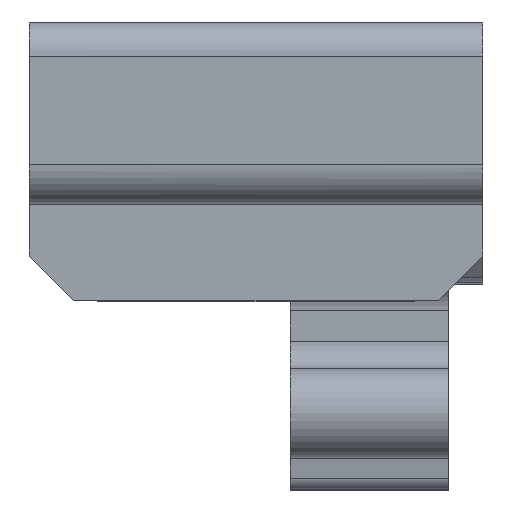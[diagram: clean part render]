
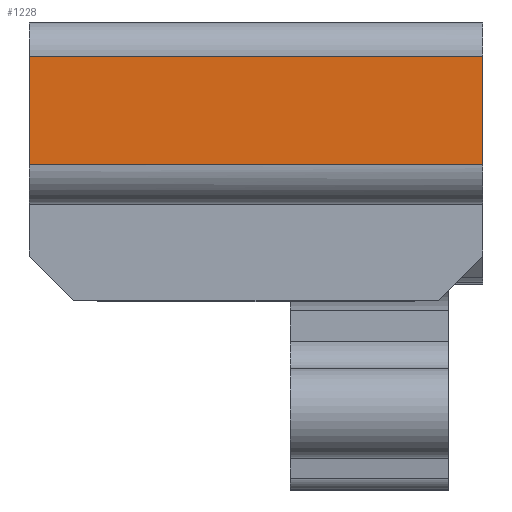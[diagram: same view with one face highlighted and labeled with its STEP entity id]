
A CAD part, top view. The second image highlights one B-rep face of the part: STEP entity #1228.
In plain terms, the highlighted planar face has unit normal (0, 0, 1).
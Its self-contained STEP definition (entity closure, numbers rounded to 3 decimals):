
#1208=AXIS2_PLACEMENT_3D('Plane Axis2P3D',#1205,#1206,#1207) ;
#599=CARTESIAN_POINT('Vertex',(6.6,6.25,37.5)) ;
#602=CARTESIAN_POINT('Line Origine',(6.6,3.375,37.5)) ;
#606=CARTESIAN_POINT('Vertex',(6.6,4.675,37.5)) ;
#1186=CARTESIAN_POINT('Line Origine',(4.95,4.675,37.5)) ;
#1190=CARTESIAN_POINT('Vertex',(0.,4.675,37.5)) ;
#1205=CARTESIAN_POINT('Axis2P3D Location',(4.725,6.25,37.5)) ;
#1210=CARTESIAN_POINT('Line Origine',(3.3,6.25,37.5)) ;
#1214=CARTESIAN_POINT('Vertex',(0.,6.25,37.5)) ;
#1217=CARTESIAN_POINT('Line Origine',(0.,5.463,37.5)) ;
#603=DIRECTION('Vector Direction',(0.,1.,0.)) ;
#1187=DIRECTION('Vector Direction',(-1.,0.,0.)) ;
#1206=DIRECTION('Axis2P3D Direction',(0.,0.,1.)) ;
#1207=DIRECTION('Axis2P3D XDirection',(0.,-1.,0.)) ;
#1211=DIRECTION('Vector Direction',(1.,0.,0.)) ;
#1218=DIRECTION('Vector Direction',(0.,-1.,0.)) ;
#604=VECTOR('Line Direction',#603,1.) ;
#1188=VECTOR('Line Direction',#1187,1.) ;
#1212=VECTOR('Line Direction',#1211,1.) ;
#1219=VECTOR('Line Direction',#1218,1.) ;
#1223=ORIENTED_EDGE('',*,*,#1216,.F.) ;
#1224=ORIENTED_EDGE('',*,*,#1221,.T.) ;
#1225=ORIENTED_EDGE('',*,*,#1192,.T.) ;
#1226=ORIENTED_EDGE('',*,*,#608,.F.) ;
#1228=ADVANCED_FACE('V1',(#1227),#1209,.T.) ;
#608=EDGE_CURVE('',#600,#607,#605,.F.) ;
#1192=EDGE_CURVE('',#1191,#607,#1189,.F.) ;
#1216=EDGE_CURVE('',#1215,#600,#1213,.T.) ;
#1221=EDGE_CURVE('',#1215,#1191,#1220,.T.) ;
#1222=EDGE_LOOP('',(#1223,#1224,#1225,#1226)) ;
#1227=FACE_OUTER_BOUND('',#1222,.T.) ;
#605=LINE('Line',#602,#604) ;
#1189=LINE('Line',#1186,#1188) ;
#1213=LINE('Line',#1210,#1212) ;
#1220=LINE('Line',#1217,#1219) ;
#1209=PLANE('',#1208) ;
#600=VERTEX_POINT('',#599) ;
#607=VERTEX_POINT('',#606) ;
#1191=VERTEX_POINT('',#1190) ;
#1215=VERTEX_POINT('',#1214) ;
